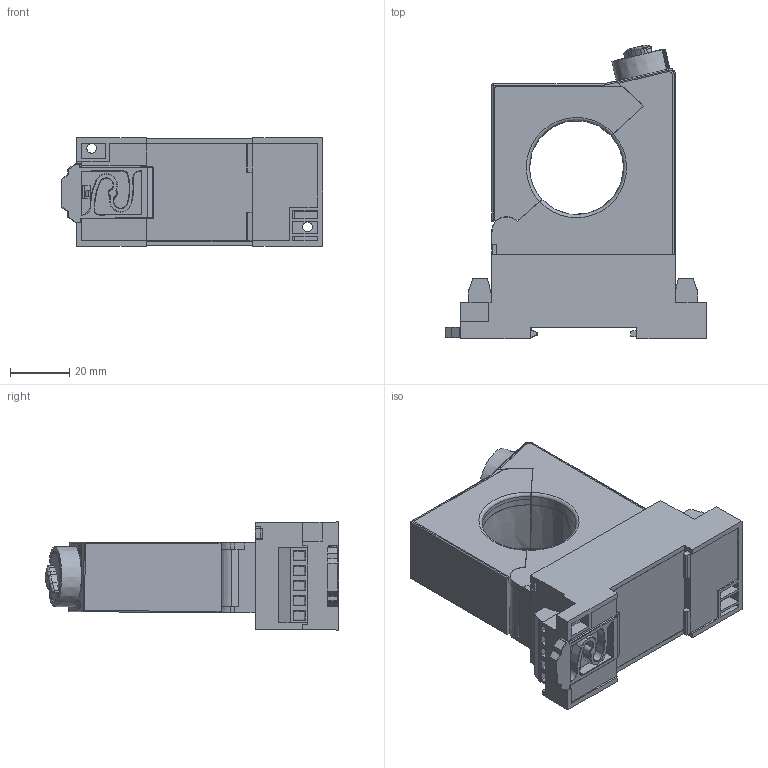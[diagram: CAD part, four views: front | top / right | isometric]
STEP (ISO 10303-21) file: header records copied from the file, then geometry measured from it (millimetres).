
FILE_DESCRIPTION (( 'STEP AP203' ), '1' );
FILE_NAME ('SPLIT_CORE_CLOSED.STEP', '2015-09-18T22:41:47', ( 'Dave Forsythe' ), ( '' ), 'SwSTEP 2.0', 'SolidWorks 2004231', '' );
FILE_SCHEMA (( 'CONFIG_CONTROL_DESIGN' ));
Length unit declared in the file: inch
Products named in the file (1): SPLIT_CORE_CLOSED
Bounding box: 88.57 x 99.38 x 36.59 mm (x, y, z)
Surface area: 38783.7 mm2 (no closed solid volume)
Topology: 0 solids, 17 shells, 712 faces, 3235 edges, 2519 vertices
Faces by surface type: plane 487, cylinder 148, torus 38, cone 26, bspline 7, sphere 6
Entity records: 34574 total; most frequent: CARTESIAN_POINT 10296, ORIENTED_EDGE 4648, DIRECTION 4436, EDGE_CURVE 3231, VERTEX_POINT 2519, VECTOR 1656, LINE 1656, AXIS2_PLACEMENT_3D 1390
